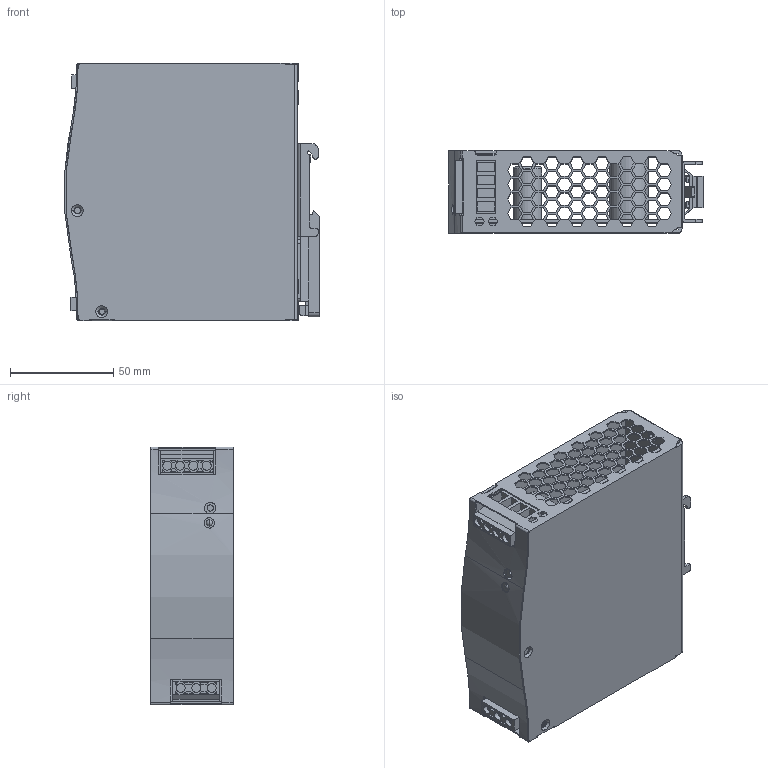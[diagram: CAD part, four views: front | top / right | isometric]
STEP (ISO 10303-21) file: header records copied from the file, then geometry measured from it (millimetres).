
FILE_DESCRIPTION(('Creo Elements/Direct Modeling STEP Export'),'2;1');
FILE_NAME('NDR-120.stp','2015-02-26T16:57:11',(''),(''),'PTC Creo Elements/Direct Modeling STEP processor for AP214 (Solid Model)','PTC Creo Elements/Direct Modeling 19.0 09-May-2014 (C) Parametric Technology GmbH','');
FILE_SCHEMA(('AUTOMOTIVE_DESIGN { 1 0 10303 214 1 1 1 1 }'));
Length unit declared in the file: millimetre
Products named in the file (17): led; a2.1; ˋ°Ûy; a1; hs; MOS; PCB2; PCB1; a2; p3.2.1; ÝƒÛy; 3p-conect.stp; Êppcb; a2.1.1; ÊpˆO´t; ¤ïÊl; NDR-120
Assembly tree (16 placements, depth 4):
  NDR-120
    ¤ïÊl
    ÊpˆO´t
      a2.1.1
      Êppcb
        3p-conect.stp
    ÝƒÛy
      p3.2.1
    a2
      PCB1
      PCB2
      MOS
      hs
      a1
        ˋ°Ûy
        a2.1
        led
Bounding box: 123.41 x 40 x 125.2 mm (x, y, z)
Volume: 115194.6 mm3; surface area: 138255.8 mm2
Topology: 3 solids, 3 shells, 1550 faces, 4494 edges, 2953 vertices
Faces by surface type: plane 1270, cylinder 218, torus 36, cone 22, bspline 4
Entity records: 48272 total; most frequent: CARTESIAN_POINT 9697, ORIENTED_EDGE 8988, DIRECTION 6393, EDGE_CURVE 4494, VECTOR 3411, LINE 3411, VERTEX_POINT 2953, EDGE_LOOP 1915
